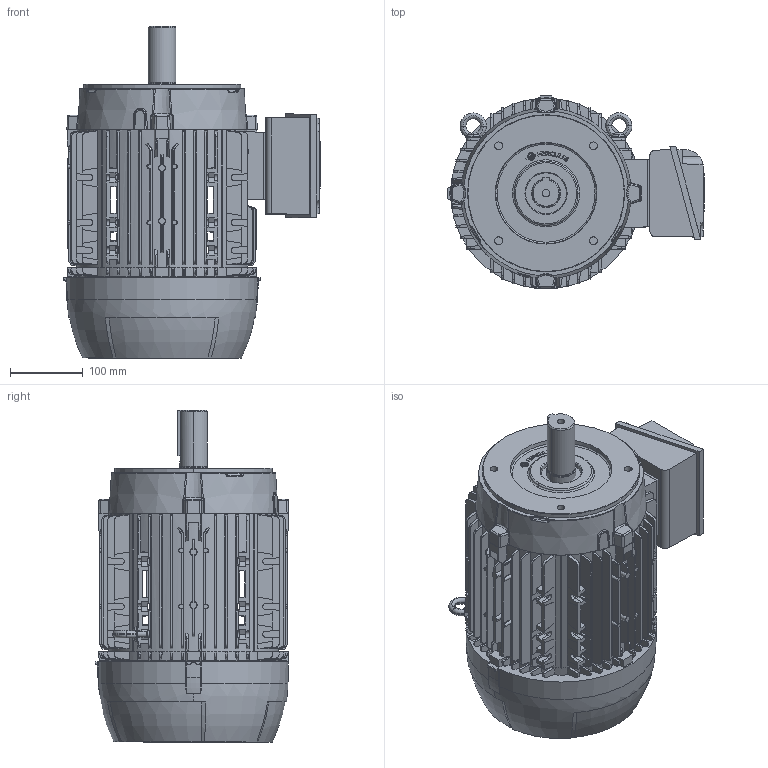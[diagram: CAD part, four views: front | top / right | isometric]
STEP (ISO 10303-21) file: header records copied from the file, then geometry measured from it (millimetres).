
FILE_DESCRIPTION (( 'STEP AP203' ), '1' );
FILE_NAME ('132S_SP_FC_LEFT.STEP', '2022-07-27T11:59:14', ( '' ), ( '' ), 'SwSTEP 2.0', 'SolidWorks 2020', '' );
FILE_SCHEMA (( 'CONFIG_CONTROL_DESIGN' ));
Length unit declared in the file: millimetre
Products named in the file (1): 132S_SP_FC_LEFT
Bounding box: 352.04 x 265.6 x 456 mm (x, y, z)
Surface area: 822848.6 mm2 (no closed solid volume)
Topology: 0 solids, 13 shells, 2175 faces, 6358 edges, 4201 vertices
Faces by surface type: plane 1319, cone 363, bspline 265, cylinder 156, torus 66, sphere 6
Entity records: 82898 total; most frequent: CARTESIAN_POINT 29954, ORIENTED_EDGE 11866, DIRECTION 9317, EDGE_CURVE 6358, VERTEX_POINT 4201, VECTOR 3337, LINE 3337, AXIS2_PLACEMENT_3D 2990
